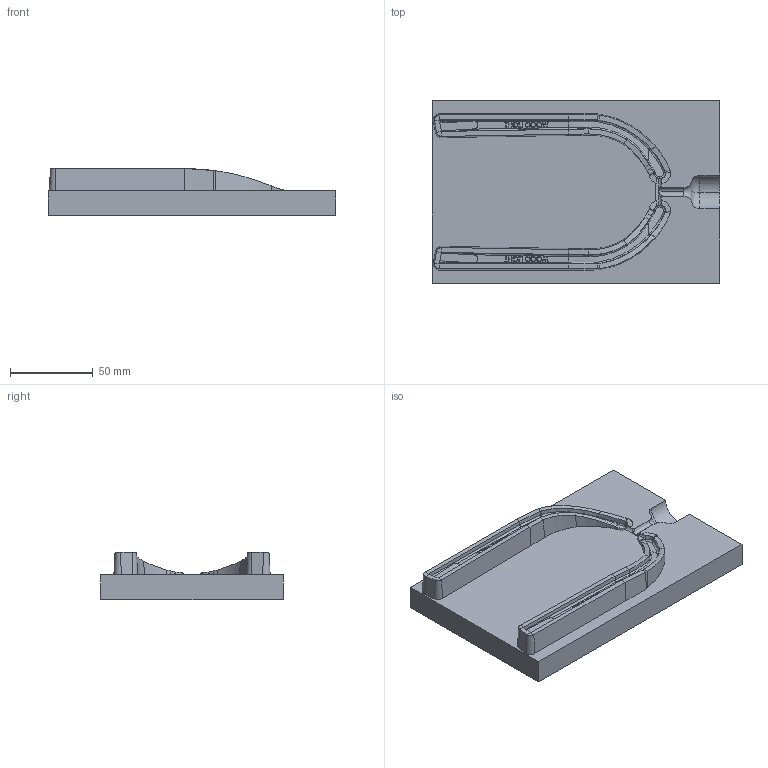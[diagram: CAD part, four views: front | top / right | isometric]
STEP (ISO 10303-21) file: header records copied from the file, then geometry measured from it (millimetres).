
FILE_DESCRIPTION (( 'STEP AP203' ), '1' );
FILE_NAME ('Combiner3.STEP', '2022-01-12T19:57:14', ( '' ), ( '' ), 'SwSTEP 2.0', 'SolidWorks 2014', '' );
FILE_SCHEMA (( 'CONFIG_CONTROL_DESIGN' ));
Length unit declared in the file: millimetre
Products named in the file (1): Combiner3
Bounding box: 173.5 x 110 x 28.47 mm (x, y, z)
Volume: 319012.2 mm3; surface area: 55393.7 mm2
Topology: 1 solids, 1 shells, 375 faces, 962 edges, 605 vertices
Faces by surface type: bspline 193, plane 162, cylinder 17, torus 3
Entity records: 20710 total; most frequent: CARTESIAN_POINT 13021, ORIENTED_EDGE 1908, EDGE_CURVE 954, DIRECTION 953, VERTEX_POINT 605, LINE 497, VECTOR 497, B_SPLINE_CURVE_WITH_KNOTS 412
